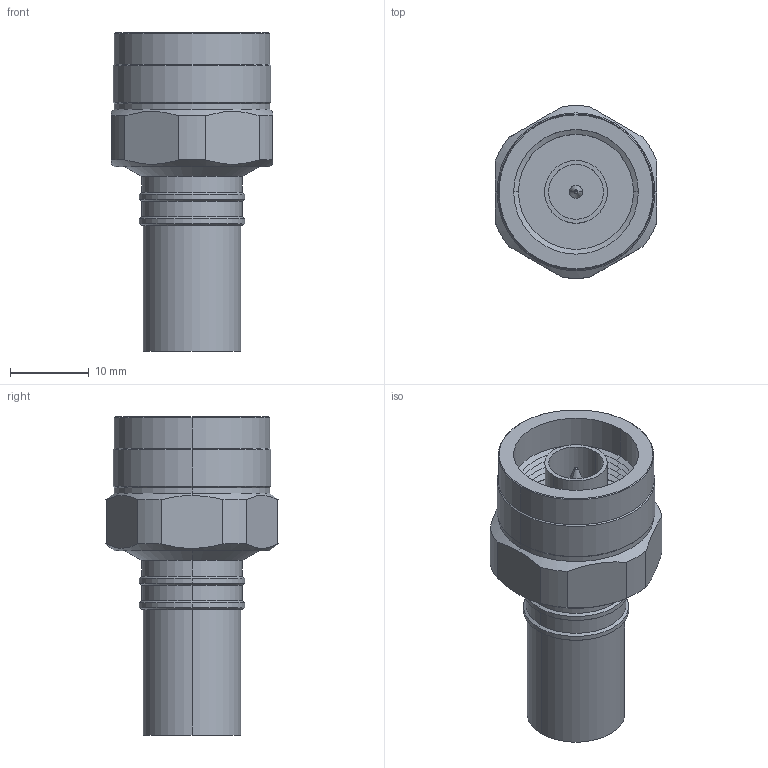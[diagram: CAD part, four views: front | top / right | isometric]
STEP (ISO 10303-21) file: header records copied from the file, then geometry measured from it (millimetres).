
FILE_DESCRIPTION (( 'STEP AP214' ), '1' );
FILE_NAME ('TC-400-NMH-X-LC_3D.step', '2025-03-26T23:03:56', ( '' ), ( '' ), 'SwSTEP 2.0', 'SolidWorks 2022', '' );
FILE_SCHEMA (( 'AUTOMOTIVE_DESIGN' ));
Length unit declared in the file: inch
Products named in the file (3): TC-400-NMH-X-LC_3D; TC-400-NMH-X_body; TC-400-NMH-X_ferrule
Assembly tree (2 placements, depth 2):
  TC-400-NMH-X-LC_3D
    TC-400-NMH-X_body
    TC-400-NMH-X_ferrule
Bounding box: 20.57 x 22 x 40.52 mm (x, y, z)
Volume: 5869.8 mm3; surface area: 5099 mm2
Topology: 2 solids, 2 shells, 108 faces, 230 edges, 133 vertices
Faces by surface type: cone 48, cylinder 40, plane 18, torus 2
Entity records: 3078 total; most frequent: CARTESIAN_POINT 582, DIRECTION 556, ORIENTED_EDGE 456, AXIS2_PLACEMENT_3D 231, EDGE_CURVE 228, VERTEX_POINT 133, EDGE_LOOP 119, CIRCLE 118
